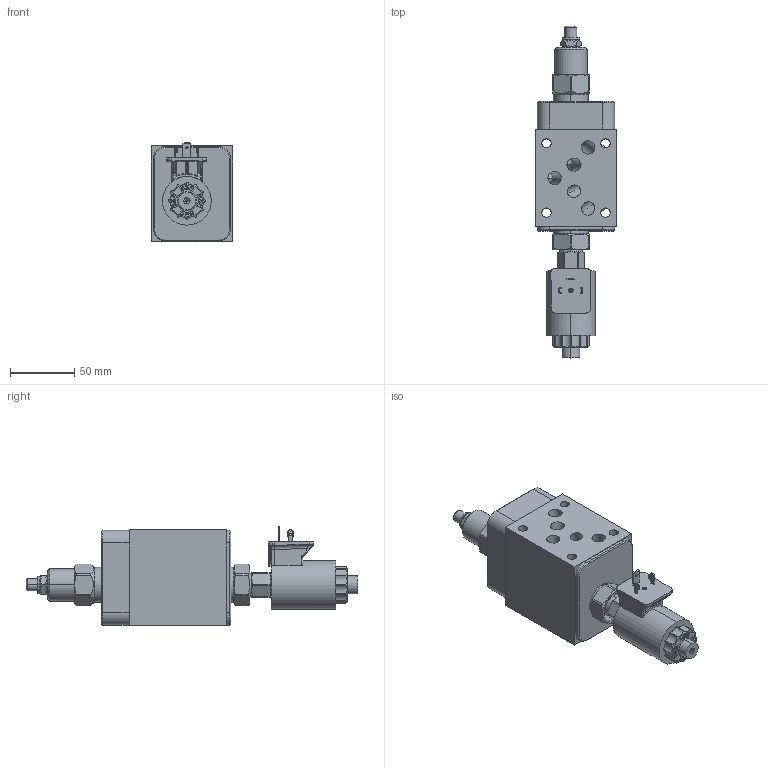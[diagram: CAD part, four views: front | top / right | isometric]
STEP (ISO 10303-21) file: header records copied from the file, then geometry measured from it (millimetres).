
FILE_DESCRIPTION((''),'2;1');
FILE_NAME('X4DRLCNFA224_ASM','2019-09-27T',('ProEService'),(''),'PRO/ENGINEER BY PARAMETRIC TECHNOLOGY CORPORATION, 2014200','PRO/ENGINEER BY PARAMETRIC TECHNOLOGY CORPORATION, 2014200','');
FILE_SCHEMA(('CONFIG_CONTROL_DESIGN'));
Length unit declared in the file: inch
Products named in the file (7): 153-771; 500-001-014; NCEBLCN; DFDA8DN; DTAFMHN224; 700-001; X4DRLCNFA224_ASM
Assembly tree (10 placements, depth 2):
  X4DRLCNFA224_ASM
    153-771
    500-001-014  x5
    NCEBLCN
    DFDA8DN
    DTAFMHN224
    700-001
Bounding box: 63.5 x 258.95 x 77.32 mm (x, y, z)
Volume: 529865.7 mm3; surface area: 121405.2 mm2
Topology: 12 solids, 14 shells, 1209 faces, 3374 edges, 2443 vertices
Faces by surface type: cylinder 441, plane 389, cone 187, torus 93, bspline 38, revolution 36, sphere 25
Entity records: 45233 total; most frequent: CARTESIAN_POINT 15118, DIRECTION 6234, ORIENTED_EDGE 5742, EDGE_CURVE 2871, AXIS2_PLACEMENT_3D 2257, VERTEX_POINT 1783, VECTOR 1700, LINE 1700
